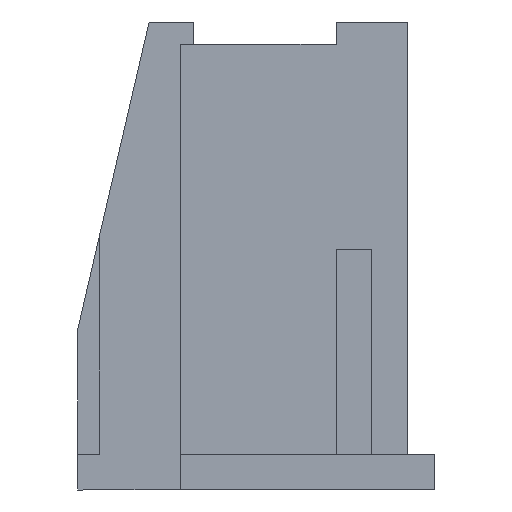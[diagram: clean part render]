
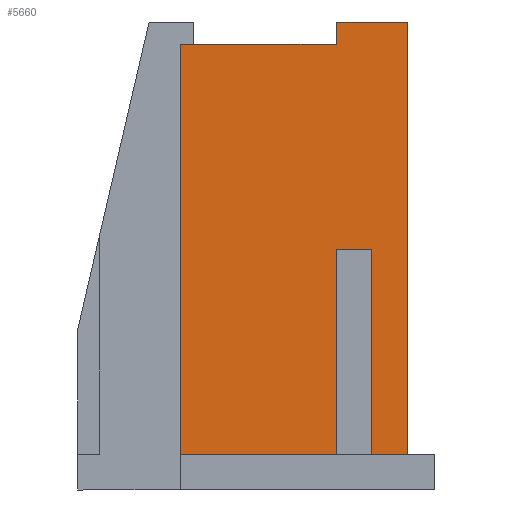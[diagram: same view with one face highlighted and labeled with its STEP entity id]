
A CAD part, left-side view. The second image highlights one B-rep face of the part: STEP entity #5660.
In plain terms, the highlighted planar face has unit normal (-1, 0, 0).
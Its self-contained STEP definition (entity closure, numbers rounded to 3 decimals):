
#31 = DIRECTION ( 'NONE',  ( 1., 0., 0. ) ) ;
#32 = CARTESIAN_POINT ( 'NONE',  ( -30.7, 5.1, 0. ) ) ;
#33 = AXIS2_PLACEMENT_3D ( 'NONE', #32, #31, #90 ) ;
#34 = PLANE ( 'NONE',  #33 ) ;
#49 = FACE_OUTER_BOUND ( 'NONE', #5661, .T. ) ;
#75 = CARTESIAN_POINT ( 'NONE',  ( -30.7, 0., 0. ) ) ;
#76 = DIRECTION ( 'NONE',  ( 0., 0., 1. ) ) ;
#77 = VECTOR ( 'NONE', #76, 1000. ) ;
#78 = CARTESIAN_POINT ( 'NONE',  ( -30.7, 0., 0. ) ) ;
#79 = LINE ( 'NONE', #78, #77 ) ;
#80 = DIRECTION ( 'NONE',  ( 0., 0., -1. ) ) ;
#81 = VECTOR ( 'NONE', #80, 1000. ) ;
#82 = CARTESIAN_POINT ( 'NONE',  ( -30.7, 0.8, -5.1 ) ) ;
#83 = LINE ( 'NONE', #82, #81 ) ;
#84 = CARTESIAN_POINT ( 'NONE',  ( -30.7, 0.8, -5.1 ) ) ;
#85 = CARTESIAN_POINT ( 'NONE',  ( -30.7, 1.6, -5.1 ) ) ;
#86 = DIRECTION ( 'NONE',  ( 0., -1., 0. ) ) ;
#87 = VECTOR ( 'NONE', #86, 1000. ) ;
#88 = CARTESIAN_POINT ( 'NONE',  ( -30.7, 1.6, -5.1 ) ) ;
#89 = LINE ( 'NONE', #88, #87 ) ;
#90 = DIRECTION ( 'NONE',  ( 0., -1., 0. ) ) ;
#4911 = VERTEX_POINT ( 'NONE', #6996 ) ;
#4913 = EDGE_CURVE ( 'NONE', #4914, #4911, #6937, .T. ) ;
#4914 = VERTEX_POINT ( 'NONE', #6933 ) ;
#4945 = VERTEX_POINT ( 'NONE', #7081 ) ;
#4947 = EDGE_CURVE ( 'NONE', #4948, #4945, #7080, .T. ) ;
#4948 = VERTEX_POINT ( 'NONE', #7076 ) ;
#5348 = EDGE_CURVE ( 'NONE', #4948, #5349, #7724, .T. ) ;
#5349 = VERTEX_POINT ( 'NONE', #7720 ) ;
#5381 = ORIENTED_EDGE ( 'NONE', *, *, #5382, .F. ) ;
#5382 = EDGE_CURVE ( 'NONE', #5383, #5671, #7946, .T. ) ;
#5383 = VERTEX_POINT ( 'NONE', #7942 ) ;
#5384 = ORIENTED_EDGE ( 'NONE', *, *, #5385, .T. ) ;
#5385 = EDGE_CURVE ( 'NONE', #5383, #5632, #7941, .T. ) ;
#5386 = ORIENTED_EDGE ( 'NONE', *, *, #5631, .T. ) ;
#5387 = ORIENTED_EDGE ( 'NONE', *, *, #5348, .F. ) ;
#5388 = ORIENTED_EDGE ( 'NONE', *, *, #4947, .T. ) ;
#5389 = ORIENTED_EDGE ( 'NONE', *, *, #5390, .T. ) ;
#5390 = EDGE_CURVE ( 'NONE', #4945, #5664, #7936, .T. ) ;
#5631 = EDGE_CURVE ( 'NONE', #5632, #5349, #8338, .T. ) ;
#5632 = VERTEX_POINT ( 'NONE', #8334 ) ;
#5660 = ADVANCED_FACE ( 'NONE', ( #49 ), #34, .F. ) ;
#5661 = EDGE_LOOP ( 'NONE', ( #5662, #5666, #5668, #5669, #5381, #5384, #5386, #5387, #5388, #5389 ) ) ;
#5662 = ORIENTED_EDGE ( 'NONE', *, *, #5663, .T. ) ;
#5663 = EDGE_CURVE ( 'NONE', #5664, #5665, #89, .T. ) ;
#5664 = VERTEX_POINT ( 'NONE', #85 ) ;
#5665 = VERTEX_POINT ( 'NONE', #84 ) ;
#5666 = ORIENTED_EDGE ( 'NONE', *, *, #5667, .T. ) ;
#5667 = EDGE_CURVE ( 'NONE', #5665, #4914, #83, .T. ) ;
#5668 = ORIENTED_EDGE ( 'NONE', *, *, #4913, .T. ) ;
#5669 = ORIENTED_EDGE ( 'NONE', *, *, #5670, .T. ) ;
#5670 = EDGE_CURVE ( 'NONE', #4911, #5671, #79, .T. ) ;
#5671 = VERTEX_POINT ( 'NONE', #75 ) ;
#6933 = CARTESIAN_POINT ( 'NONE',  ( -30.7, 0.8, -9.7 ) ) ;
#6934 = DIRECTION ( 'NONE',  ( 0., -1., 0. ) ) ;
#6935 = VECTOR ( 'NONE', #6934, 1000. ) ;
#6936 = CARTESIAN_POINT ( 'NONE',  ( -30.7, 5.1, -9.7 ) ) ;
#6937 = LINE ( 'NONE', #6936, #6935 ) ;
#6996 = CARTESIAN_POINT ( 'NONE',  ( -30.7, 0., -9.7 ) ) ;
#7076 = CARTESIAN_POINT ( 'NONE',  ( -30.7, 5.1, -9.7 ) ) ;
#7077 = DIRECTION ( 'NONE',  ( 0., -1., 0. ) ) ;
#7078 = VECTOR ( 'NONE', #7077, 1000. ) ;
#7079 = CARTESIAN_POINT ( 'NONE',  ( -30.7, 5.1, -9.7 ) ) ;
#7080 = LINE ( 'NONE', #7079, #7078 ) ;
#7081 = CARTESIAN_POINT ( 'NONE',  ( -30.7, 1.6, -9.7 ) ) ;
#7720 = CARTESIAN_POINT ( 'NONE',  ( -30.7, 5.1, -0.5 ) ) ;
#7721 = DIRECTION ( 'NONE',  ( 0., 0., 1. ) ) ;
#7722 = VECTOR ( 'NONE', #7721, 1000. ) ;
#7723 = CARTESIAN_POINT ( 'NONE',  ( -30.7, 5.1, 0. ) ) ;
#7724 = LINE ( 'NONE', #7723, #7722 ) ;
#7935 = CARTESIAN_POINT ( 'NONE',  ( -30.7, 1.6, -9.7 ) ) ;
#7936 = LINE ( 'NONE', #7935, #8053 ) ;
#7938 = DIRECTION ( 'NONE',  ( 0., 0., -1. ) ) ;
#7939 = VECTOR ( 'NONE', #7938, 1000. ) ;
#7940 = CARTESIAN_POINT ( 'NONE',  ( -30.7, 1.6, 0. ) ) ;
#7941 = LINE ( 'NONE', #7940, #7939 ) ;
#7942 = CARTESIAN_POINT ( 'NONE',  ( -30.7, 1.6, 0. ) ) ;
#7943 = DIRECTION ( 'NONE',  ( 0., -1., 0. ) ) ;
#7944 = VECTOR ( 'NONE', #7943, 1000. ) ;
#7945 = CARTESIAN_POINT ( 'NONE',  ( -30.7, 5.1, 0. ) ) ;
#7946 = LINE ( 'NONE', #7945, #7944 ) ;
#8052 = DIRECTION ( 'NONE',  ( 0., 0., 1. ) ) ;
#8053 = VECTOR ( 'NONE', #8052, 1000. ) ;
#8334 = CARTESIAN_POINT ( 'NONE',  ( -30.7, 1.6, -0.5 ) ) ;
#8335 = DIRECTION ( 'NONE',  ( 0., 1., 0. ) ) ;
#8336 = VECTOR ( 'NONE', #8335, 1000. ) ;
#8337 = CARTESIAN_POINT ( 'NONE',  ( -30.7, 5.1, -0.5 ) ) ;
#8338 = LINE ( 'NONE', #8337, #8336 ) ;
